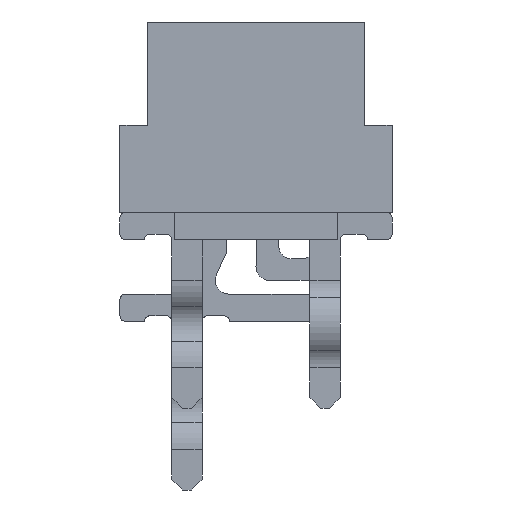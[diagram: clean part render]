
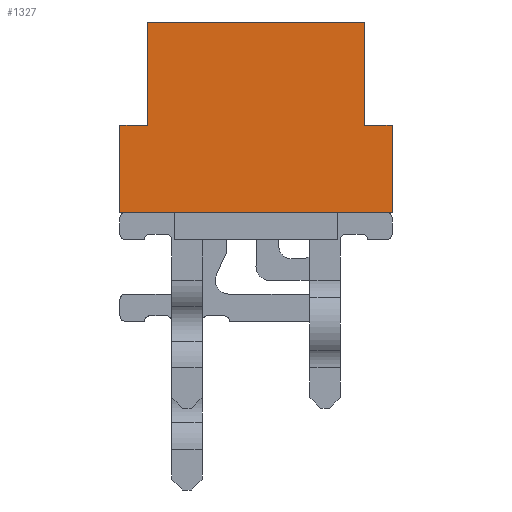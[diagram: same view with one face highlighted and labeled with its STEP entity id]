
A CAD part, left-side view. The second image highlights one B-rep face of the part: STEP entity #1327.
In plain terms, the highlighted planar face has unit normal (-1, 0, 0).
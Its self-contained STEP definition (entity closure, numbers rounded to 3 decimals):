
#1327 = ADVANCED_FACE( '', ( #2987 ), #2988, .F. );
#2987 = FACE_OUTER_BOUND( '', #4929, .T. );
#2988 = PLANE( '', #4930 );
#4929 = EDGE_LOOP( '', ( #9459, #9460, #9461, #9462, #9463, #9464, #9465, #9466 ) );
#4930 = AXIS2_PLACEMENT_3D( '', #9467, #9468, #9469 );
#9459 = ORIENTED_EDGE( '', *, *, #12191, .T. );
#9460 = ORIENTED_EDGE( '', *, *, #12783, .F. );
#9461 = ORIENTED_EDGE( '', *, *, #12866, .F. );
#9462 = ORIENTED_EDGE( '', *, *, #13564, .F. );
#9463 = ORIENTED_EDGE( '', *, *, #12413, .T. );
#9464 = ORIENTED_EDGE( '', *, *, #13900, .T. );
#9465 = ORIENTED_EDGE( '', *, *, #12834, .F. );
#9466 = ORIENTED_EDGE( '', *, *, #13901, .T. );
#9467 = CARTESIAN_POINT( '', ( -15., 2.5, 1.6 ) );
#9468 = DIRECTION( '', ( 1., 0., 0. ) );
#9469 = DIRECTION( '', ( 0., 0., -1. ) );
#12191 = EDGE_CURVE( '', #14857, #14858, #14859, .T. );
#12413 = EDGE_CURVE( '', #15242, #15259, #15261, .T. );
#12783 = EDGE_CURVE( '', #15870, #14858, #15872, .T. );
#12834 = EDGE_CURVE( '', #15955, #15950, #15957, .T. );
#12866 = EDGE_CURVE( '', #16009, #15870, #16011, .T. );
#13564 = EDGE_CURVE( '', #15242, #16009, #17105, .T. );
#13900 = EDGE_CURVE( '', #15259, #15950, #17537, .T. );
#13901 = EDGE_CURVE( '', #15955, #14857, #17538, .T. );
#14857 = VERTEX_POINT( '', #19052 );
#14858 = VERTEX_POINT( '', #19053 );
#14859 = LINE( '', #19054, #19055 );
#15242 = VERTEX_POINT( '', #19627 );
#15259 = VERTEX_POINT( '', #19653 );
#15261 = LINE( '', #19656, #19657 );
#15870 = VERTEX_POINT( '', #20560 );
#15872 = LINE( '', #20563, #20564 );
#15950 = VERTEX_POINT( '', #20678 );
#15955 = VERTEX_POINT( '', #20685 );
#15957 = LINE( '', #20688, #20689 );
#16009 = VERTEX_POINT( '', #20764 );
#16011 = LINE( '', #20767, #20768 );
#17105 = LINE( '', #22458, #22459 );
#17537 = LINE( '', #23124, #23125 );
#17538 = LINE( '', #23126, #23127 );
#19052 = CARTESIAN_POINT( '', ( -15., 2.5, 0. ) );
#19053 = CARTESIAN_POINT( '', ( -15., -2.5, 0. ) );
#19054 = CARTESIAN_POINT( '', ( -15., 2.5, 0. ) );
#19055 = VECTOR( '', #24263, 1000. );
#19627 = CARTESIAN_POINT( '', ( -15., -2., 3.5 ) );
#19653 = CARTESIAN_POINT( '', ( -15., 2., 3.5 ) );
#19656 = CARTESIAN_POINT( '', ( -15., -2., 3.5 ) );
#19657 = VECTOR( '', #24463, 1000. );
#20560 = CARTESIAN_POINT( '', ( -15., -2.5, 1.6 ) );
#20563 = CARTESIAN_POINT( '', ( -15., -2.5, 1.6 ) );
#20564 = VECTOR( '', #24774, 1000. );
#20678 = CARTESIAN_POINT( '', ( -15., 2., 1.6 ) );
#20685 = CARTESIAN_POINT( '', ( -15., 2.5, 1.6 ) );
#20688 = CARTESIAN_POINT( '', ( -15., 2.5, 1.6 ) );
#20689 = VECTOR( '', #24817, 1000. );
#20764 = CARTESIAN_POINT( '', ( -15., -2., 1.6 ) );
#20767 = CARTESIAN_POINT( '', ( -15., 2.5, 1.6 ) );
#20768 = VECTOR( '', #24842, 1000. );
#22458 = CARTESIAN_POINT( '', ( -15., -2., 3.5 ) );
#22459 = VECTOR( '', #25445, 1000. );
#23124 = CARTESIAN_POINT( '', ( -15., 2., 3.5 ) );
#23125 = VECTOR( '', #25682, 1000. );
#23126 = CARTESIAN_POINT( '', ( -15., 2.5, 1.6 ) );
#23127 = VECTOR( '', #25683, 1000. );
#24263 = DIRECTION( '', ( 0., -1., 0. ) );
#24463 = DIRECTION( '', ( 0., 1., 0. ) );
#24774 = DIRECTION( '', ( 0., 0., -1. ) );
#24817 = DIRECTION( '', ( 0., -1., 0. ) );
#24842 = DIRECTION( '', ( 0., -1., 0. ) );
#25445 = DIRECTION( '', ( 0., 0., -1. ) );
#25682 = DIRECTION( '', ( 0., 0., -1. ) );
#25683 = DIRECTION( '', ( 0., 0., -1. ) );
